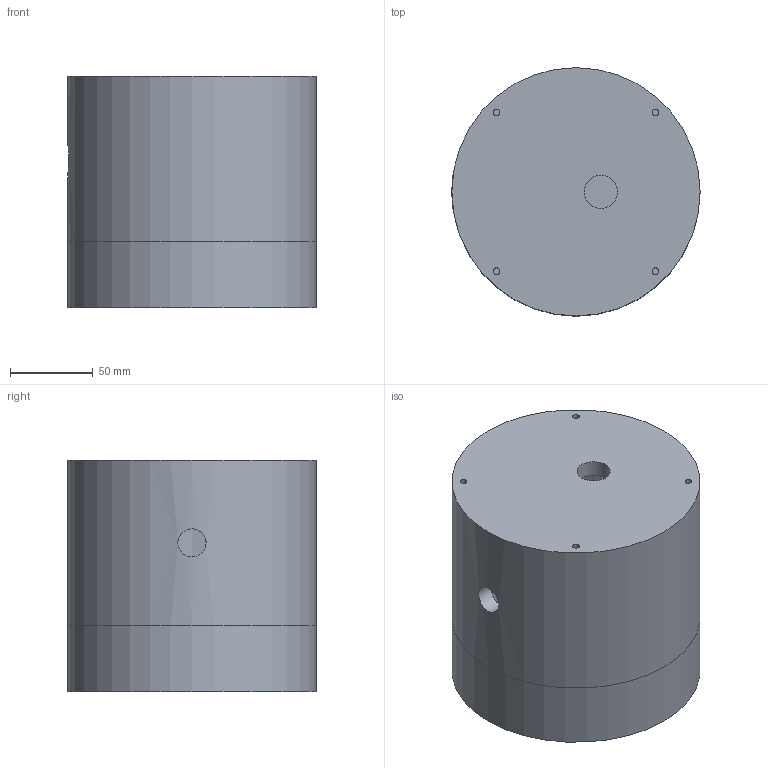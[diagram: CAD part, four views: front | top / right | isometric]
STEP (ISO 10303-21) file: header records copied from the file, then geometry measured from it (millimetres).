
FILE_DESCRIPTION(/* description */ (''),/* implementation_level */ '2;1');
FILE_NAME(/* name */ '바텀조립.stp',/* time_stamp */ '2018-05-08T03:47:38+09:00',/* author */ ('GMIMG'),/* organization */ (''),/* preprocessor_version */ 'ST-DEVELOPER v17',/* originating_system */ 'Autodesk Inventor 2019',/* authorisation */ '');
FILE_SCHEMA (('AUTOMOTIVE_DESIGN { 1 0 10303 214 3 1 1 }'));
Length unit declared in the file: millimetre
Products named in the file (3): 바텀조립; 바텀(상); 바텀(하)
Assembly tree (2 placements, depth 2):
  바텀조립
    바텀(상)
    바텀(하)
Bounding box: 150 x 150 x 140 mm (x, y, z)
Volume: 874638.6 mm3; surface area: 206511.1 mm2
Topology: 2 solids, 2 shells, 56 faces, 123 edges, 85 vertices
Faces by surface type: plane 32, cylinder 24
Full cylindrical faces by diameter (mm): 2.7 x4, 3.5 x4, 4 x4, 6.7 x4, 17 x1, 20 x1, 130 x2, 140 x2, 150 x2
Entity records: 1786 total; most frequent: CARTESIAN_POINT 340, DIRECTION 300, ORIENTED_EDGE 246, EDGE_CURVE 123, AXIS2_PLACEMENT_3D 121, VERTEX_POINT 85, EDGE_LOOP 82, CIRCLE 59
